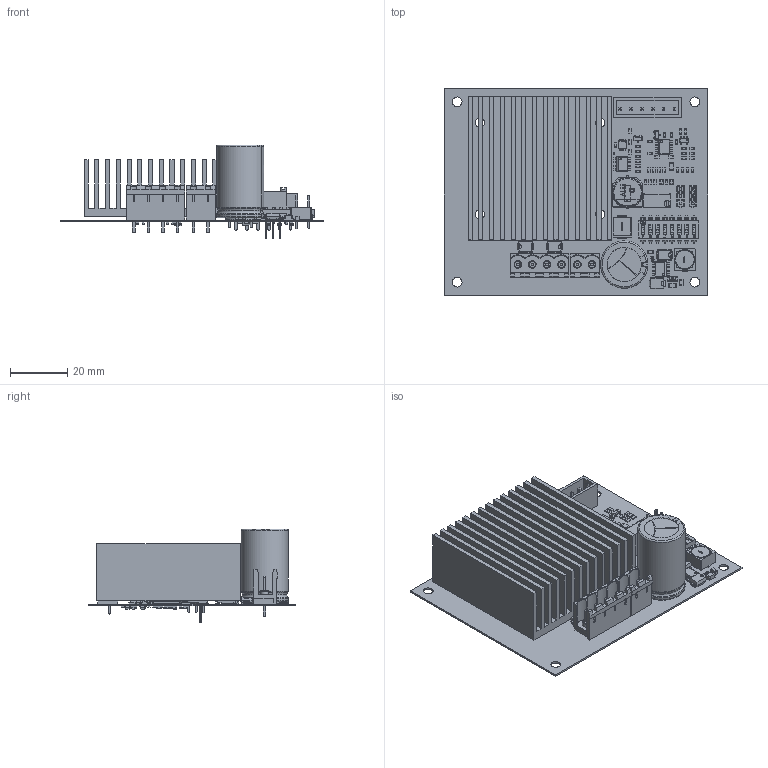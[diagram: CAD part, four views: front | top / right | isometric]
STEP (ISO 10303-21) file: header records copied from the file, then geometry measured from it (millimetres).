
FILE_DESCRIPTION(('FreeCAD Model'),'2;1');
FILE_NAME('Open CASCADE Shape Model','2022-06-02T11:35:05',('Author'),( ''),'Open CASCADE STEP processor 7.5','FreeCAD','Unknown');
FILE_SCHEMA(('AUTOMOTIVE_DESIGN { 1 0 10303 214 1 1 1 1 }'));
Products named in the file (1): SMD_2.8(1)
Bounding box: 92 x 72 x 32.78 mm (x, y, z)
Surface area: 54212.7 mm2 (no closed solid volume)
Topology: 0 solids, 540 shells, 8072 faces, 21118 edges, 13726 vertices
Faces by surface type: plane 4921, cylinder 1963, bspline 868, sphere 204, torus 116
Entity records: 726523 total; most frequent: CARTESIAN_POINT 322649, DIRECTION 42329, ORIENTED_EDGE 39432, PCURVE 39432, DEFINITIONAL_REPRESENTATION 39432, B_SPLINE_CURVE_WITH_KNOTS 33180, LINE 23816, VECTOR 23816
